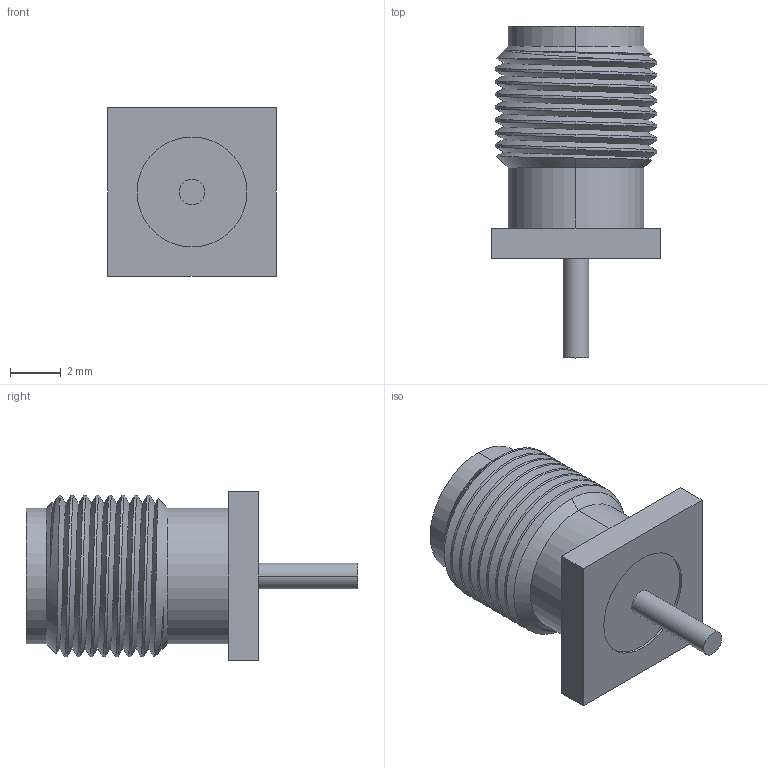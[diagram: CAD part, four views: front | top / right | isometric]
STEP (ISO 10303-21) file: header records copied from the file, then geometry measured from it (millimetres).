
FILE_DESCRIPTION (( 'STEP AP214' ), '1' );
FILE_NAME ('sma_connector.STEP', '2019-06-05T11:05:15', ( '' ), ( '' ), 'SwSTEP 2.0', 'SolidWorks 2018', '' );
FILE_SCHEMA (( 'AUTOMOTIVE_DESIGN' ));
Length unit declared in the file: millimetre
Products named in the file (1): sma_connector
Bounding box: 6.6 x 13.04 x 6.6 mm (x, y, z)
Volume: 216.3 mm3; surface area: 385.6 mm2
Topology: 1 solids, 1 shells, 52 faces, 125 edges, 80 vertices
Faces by surface type: cylinder 29, plane 11, cone 6, torus 4, bspline 2
Entity records: 2398 total; most frequent: CARTESIAN_POINT 1222, ORIENTED_EDGE 250, DIRECTION 220, EDGE_CURVE 125, AXIS2_PLACEMENT_3D 87, VERTEX_POINT 80, EDGE_LOOP 57, FACE_OUTER_BOUND 52
